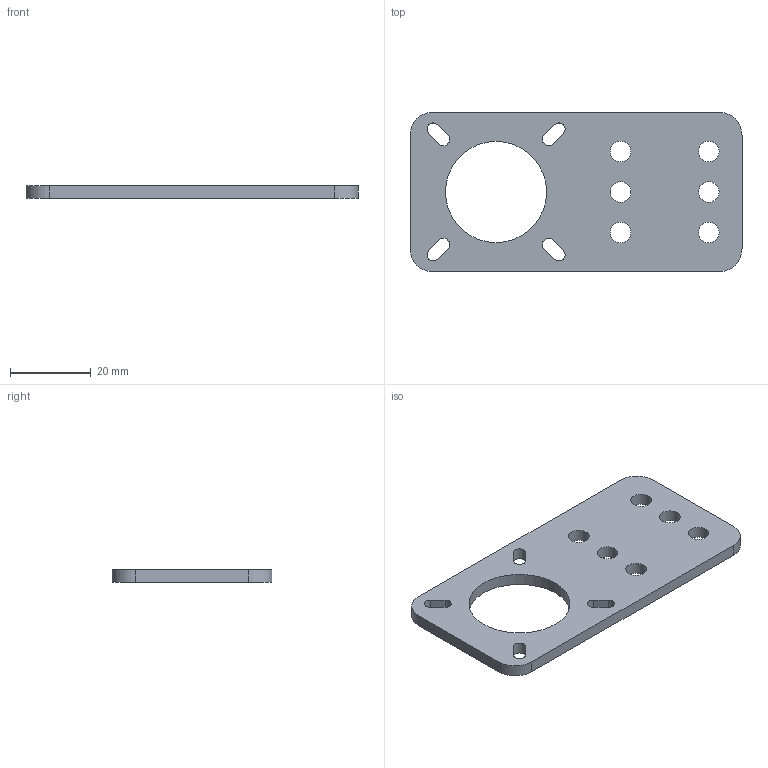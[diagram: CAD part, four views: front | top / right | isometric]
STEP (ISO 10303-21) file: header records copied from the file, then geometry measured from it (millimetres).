
FILE_DESCRIPTION((''),'2;1');
FILE_NAME('V-Slot Motor Mount Plate.ipt.step','2014-04-22T18:03:32',(''),(''),'Autodesk Inventor 2013','Autodesk Inventor 2013','');
FILE_SCHEMA(('AUTOMOTIVE_DESIGN { 1 0 10303 214 1 1 1 1 }'));
Length unit declared in the file: millimetre
Products named in the file (1): V-Slot Motor Mount Plate
Bounding box: 82 x 39.5 x 3 mm (x, y, z)
Volume: 7569.4 mm3; surface area: 6471.4 mm2
Topology: 1 solids, 1 shells, 33 faces, 100 edges, 69 vertices
Faces by surface type: cylinder 19, plane 14
Full cylindrical faces by diameter (mm): 5.1 x6, 25 x1
Entity records: 1120 total; most frequent: DIRECTION 192, CARTESIAN_POINT 182, ORIENTED_EDGE 172, EDGE_CURVE 86, AXIS2_PLACEMENT_3D 72, VERTEX_POINT 62, EDGE_LOOP 62, VECTOR 48
